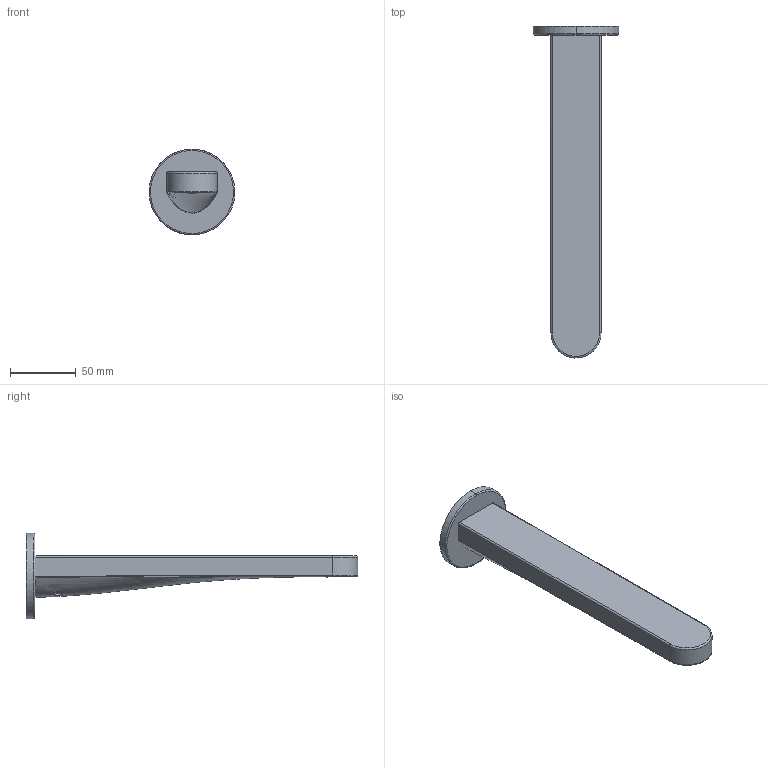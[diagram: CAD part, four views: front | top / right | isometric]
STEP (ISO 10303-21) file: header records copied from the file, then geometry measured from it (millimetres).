
FILE_DESCRIPTION(/* description */ (''),/* implementation_level */ '2;1');
FILE_NAME(/* name */ 'STEP - 164090201_2265231',/* time_stamp */ '2024-05-29T09:30:04+10:00',/* author */ (''),/* organization */ (''),/* preprocessor_version */ 'ST-DEVELOPER v16.5',/* originating_system */ 'Rhino 7.23',/* authorisation */ '');
FILE_SCHEMA (('AUTOMOTIVE_DESIGN'));
Products named in the file (11): Document; 164090200_ASM; 203125372426; 205072910105; 206024580126; 207010820601; 203010279901; 2070114306011; 205010271601; 2050106416012; 208000230601
Assembly tree (13 placements, depth 3):
  Document
    164090200_ASM
      203125372426
      205072910105
      206024580126
      207010820601
      203010279901
      2070114306011
      205010271601  x2
      2050106416012  x2
      208000230601  x2
Bounding box: 64.87 x 251.77 x 65 mm (x, y, z)
Volume: 92611.9 mm3; surface area: 71653.8 mm2
Topology: 12 solids, 12 shells, 2277 faces, 6863 edges, 4506 vertices
Faces by surface type: plane 1196, cylinder 959, bspline 122
Entity records: 85717 total; most frequent: CARTESIAN_POINT 40106, ORIENTED_EDGE 13478, EDGE_CURVE 6739, B_SPLINE_CURVE_WITH_KNOTS 5321, VERTEX_POINT 4433, EDGE_LOOP 3346, ADVANCED_FACE 2224, FACE_OUTER_BOUND 2224
